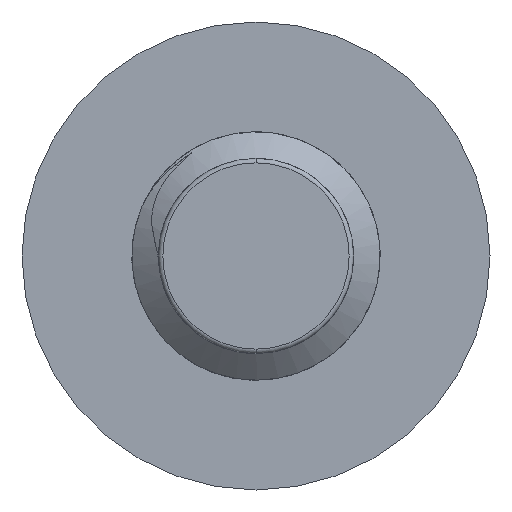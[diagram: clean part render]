
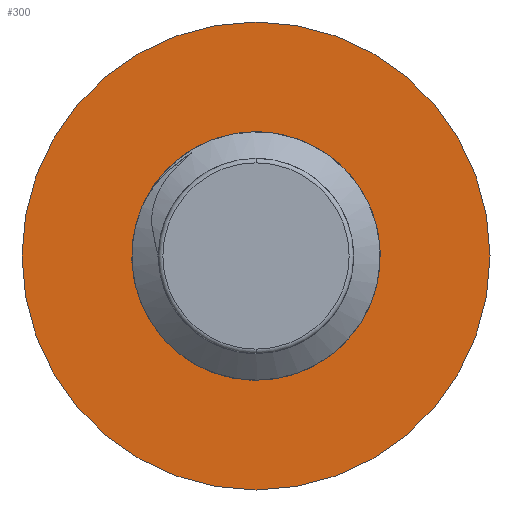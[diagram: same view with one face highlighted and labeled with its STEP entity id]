
A CAD part, front view. The second image highlights one B-rep face of the part: STEP entity #300.
In plain terms, the highlighted planar face has unit normal (0, -1, 0).
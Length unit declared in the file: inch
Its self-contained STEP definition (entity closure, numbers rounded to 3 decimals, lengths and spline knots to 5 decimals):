
#3 = DIRECTION ( 'NONE',  ( 0., 0., -1. ) ) ;
#36 = EDGE_CURVE ( 'NONE', #335, #556, #1420, .T. ) ;
#61 = AXIS2_PLACEMENT_3D ( 'NONE', #152, #919, #1057 ) ;
#75 = ORIENTED_EDGE ( 'NONE', *, *, #658, .F. ) ;
#115 = VERTEX_POINT ( 'NONE', #1463 ) ;
#152 = CARTESIAN_POINT ( 'NONE',  ( 0., 0.125, 0. ) ) ;
#224 = CARTESIAN_POINT ( 'NONE',  ( 0., 0.125, 0.1055 ) ) ;
#227 = VERTEX_POINT ( 'NONE', #224 ) ;
#261 = CIRCLE ( 'NONE', #1486, 0.044 ) ;
#300 = ADVANCED_FACE ( 'NONE', ( #1306, #842 ), #1552, .T. ) ;
#314 = ORIENTED_EDGE ( 'NONE', *, *, #1240, .T. ) ;
#335 = VERTEX_POINT ( 'NONE', #954 ) ;
#406 = CARTESIAN_POINT ( 'NONE',  ( 0., 0.125, 0. ) ) ;
#495 = VERTEX_POINT ( 'NONE', #1390 ) ;
#510 = CIRCLE ( 'NONE', #61, 0.1055 ) ;
#517 = ORIENTED_EDGE ( 'NONE', *, *, #1450, .F. ) ;
#538 = EDGE_LOOP ( 'NONE', ( #517, #75 ) ) ;
#556 = VERTEX_POINT ( 'NONE', #926 ) ;
#611 = AXIS2_PLACEMENT_3D ( 'NONE', #777, #1430, #3 ) ;
#658 = EDGE_CURVE ( 'NONE', #495, #227, #860, .T. ) ;
#725 = DIRECTION ( 'NONE',  ( 0., 0., 1. ) ) ;
#772 = DIRECTION ( 'NONE',  ( 0., 0., 1. ) ) ;
#777 = CARTESIAN_POINT ( 'NONE',  ( 0., 0.125, 0. ) ) ;
#817 = DIRECTION ( 'NONE',  ( 0., 1., 0. ) ) ;
#842 = FACE_BOUND ( 'NONE', #1070, .T. ) ;
#857 = EDGE_CURVE ( 'NONE', #556, #115, #1041, .T. ) ;
#859 = DIRECTION ( 'NONE',  ( 0., 1., 0. ) ) ;
#860 = CIRCLE ( 'NONE', #1639, 0.1055 ) ;
#919 = DIRECTION ( 'NONE',  ( 0., 1., 0. ) ) ;
#926 = CARTESIAN_POINT ( 'NONE',  ( -0.044, 0.125, 0. ) ) ;
#928 = DIRECTION ( 'NONE',  ( 0., 0., 1. ) ) ;
#954 = CARTESIAN_POINT ( 'NONE',  ( 0., 0.125, -0.044 ) ) ;
#969 = ORIENTED_EDGE ( 'NONE', *, *, #36, .T. ) ;
#995 = CARTESIAN_POINT ( 'NONE',  ( 0., 0.125, 0. ) ) ;
#1026 = CARTESIAN_POINT ( 'NONE',  ( 0., 0.125, 0. ) ) ;
#1041 = CIRCLE ( 'NONE', #1079, 0.044 ) ;
#1057 = DIRECTION ( 'NONE',  ( 0., 0., 1. ) ) ;
#1070 = EDGE_LOOP ( 'NONE', ( #1481, #314, #969 ) ) ;
#1079 = AXIS2_PLACEMENT_3D ( 'NONE', #995, #859, #725 ) ;
#1199 = CARTESIAN_POINT ( 'NONE',  ( 0., 0.125, 0. ) ) ;
#1240 = EDGE_CURVE ( 'NONE', #115, #335, #261, .T. ) ;
#1306 = FACE_OUTER_BOUND ( 'NONE', #538, .T. ) ;
#1390 = CARTESIAN_POINT ( 'NONE',  ( 0., 0.125, -0.1055 ) ) ;
#1401 = AXIS2_PLACEMENT_3D ( 'NONE', #406, #1431, #928 ) ;
#1413 = DIRECTION ( 'NONE',  ( 0., 1., 0. ) ) ;
#1420 = CIRCLE ( 'NONE', #1401, 0.044 ) ;
#1430 = DIRECTION ( 'NONE',  ( 0., -1., 0. ) ) ;
#1431 = DIRECTION ( 'NONE',  ( 0., 1., 0. ) ) ;
#1435 = DIRECTION ( 'NONE',  ( 0., 0., 1. ) ) ;
#1450 = EDGE_CURVE ( 'NONE', #227, #495, #510, .T. ) ;
#1463 = CARTESIAN_POINT ( 'NONE',  ( 0., 0.125, 0.044 ) ) ;
#1481 = ORIENTED_EDGE ( 'NONE', *, *, #857, .T. ) ;
#1486 = AXIS2_PLACEMENT_3D ( 'NONE', #1026, #1413, #772 ) ;
#1552 = PLANE ( 'NONE',  #611 ) ;
#1639 = AXIS2_PLACEMENT_3D ( 'NONE', #1199, #817, #1435 ) ;
